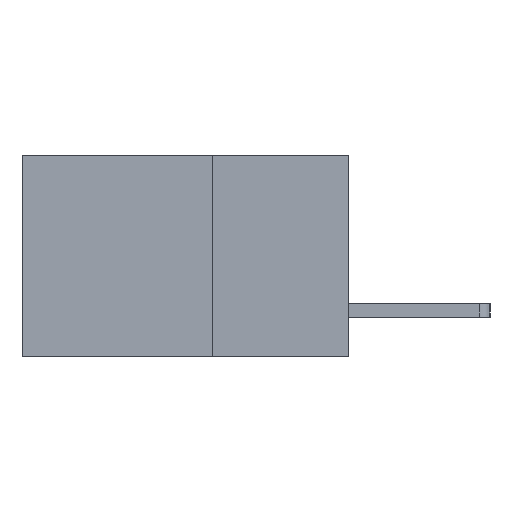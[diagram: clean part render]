
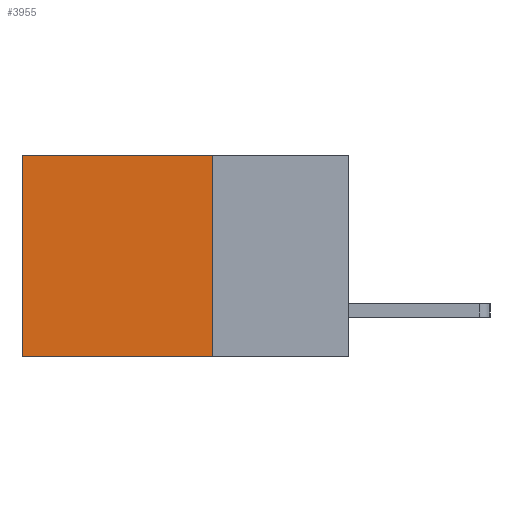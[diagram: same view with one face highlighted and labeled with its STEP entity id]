
A CAD part, left-side view. The second image highlights one B-rep face of the part: STEP entity #3955.
In plain terms, the highlighted planar face has unit normal (-1, 0, 0).
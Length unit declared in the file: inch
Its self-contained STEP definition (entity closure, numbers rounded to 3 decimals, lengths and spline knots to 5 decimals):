
#290 = LINE ( 'NONE', #6009, #5909 ) ;
#410 = VECTOR ( 'NONE', #9372, 39.37008 ) ;
#485 = EDGE_CURVE ( 'NONE', #5303, #9386, #1293, .T. ) ;
#918 = DIRECTION ( 'NONE',  ( 1., 0., 0. ) ) ;
#1096 = VERTEX_POINT ( 'NONE', #4229 ) ;
#1293 = LINE ( 'NONE', #6532, #6928 ) ;
#1338 = DIRECTION ( 'NONE',  ( 0., 0., -1. ) ) ;
#1842 = VECTOR ( 'NONE', #1338, 39.37008 ) ;
#2353 = LINE ( 'NONE', #7212, #410 ) ;
#2357 = DIRECTION ( 'NONE',  ( 0., 1., 0. ) ) ;
#2421 = EDGE_LOOP ( 'NONE', ( #9374, #5543, #2971, #2905 ) ) ;
#2905 = ORIENTED_EDGE ( 'NONE', *, *, #485, .T. ) ;
#2971 = ORIENTED_EDGE ( 'NONE', *, *, #6146, .F. ) ;
#3358 = LINE ( 'NONE', #5746, #1842 ) ;
#3701 = EDGE_CURVE ( 'NONE', #9386, #1096, #2353, .T. ) ;
#3940 = EDGE_CURVE ( 'NONE', #8733, #1096, #290, .T. ) ;
#3955 = ADVANCED_FACE ( 'NONE', ( #3990 ), #7489, .F. ) ;
#3990 = FACE_OUTER_BOUND ( 'NONE', #2421, .T. ) ;
#4229 = CARTESIAN_POINT ( 'NONE',  ( 0.2615, 0.6, -0.37 ) ) ;
#4243 = CARTESIAN_POINT ( 'NONE',  ( 0.2615, 0.25, -0.37 ) ) ;
#4982 = AXIS2_PLACEMENT_3D ( 'NONE', #8926, #918, #6039 ) ;
#5303 = VERTEX_POINT ( 'NONE', #6241 ) ;
#5543 = ORIENTED_EDGE ( 'NONE', *, *, #3940, .F. ) ;
#5746 = CARTESIAN_POINT ( 'NONE',  ( 0.2615, 0.25, -0.37 ) ) ;
#5909 = VECTOR ( 'NONE', #2357, 39.37008 ) ;
#6009 = CARTESIAN_POINT ( 'NONE',  ( 0.2615, 0.25, -0.37 ) ) ;
#6039 = DIRECTION ( 'NONE',  ( 0., 0., -1. ) ) ;
#6146 = EDGE_CURVE ( 'NONE', #5303, #8733, #3358, .T. ) ;
#6241 = CARTESIAN_POINT ( 'NONE',  ( 0.2615, 0.25, 0. ) ) ;
#6504 = DIRECTION ( 'NONE',  ( 0., 1., 0. ) ) ;
#6532 = CARTESIAN_POINT ( 'NONE',  ( 0.2615, 0.25, 0. ) ) ;
#6928 = VECTOR ( 'NONE', #6504, 39.37008 ) ;
#7181 = CARTESIAN_POINT ( 'NONE',  ( 0.2615, 0.6, 0. ) ) ;
#7212 = CARTESIAN_POINT ( 'NONE',  ( 0.2615, 0.6, -0.37 ) ) ;
#7489 = PLANE ( 'NONE',  #4982 ) ;
#8733 = VERTEX_POINT ( 'NONE', #4243 ) ;
#8926 = CARTESIAN_POINT ( 'NONE',  ( 0.2615, 0.25, -0.37 ) ) ;
#9372 = DIRECTION ( 'NONE',  ( 0., 0., -1. ) ) ;
#9374 = ORIENTED_EDGE ( 'NONE', *, *, #3701, .T. ) ;
#9386 = VERTEX_POINT ( 'NONE', #7181 ) ;
